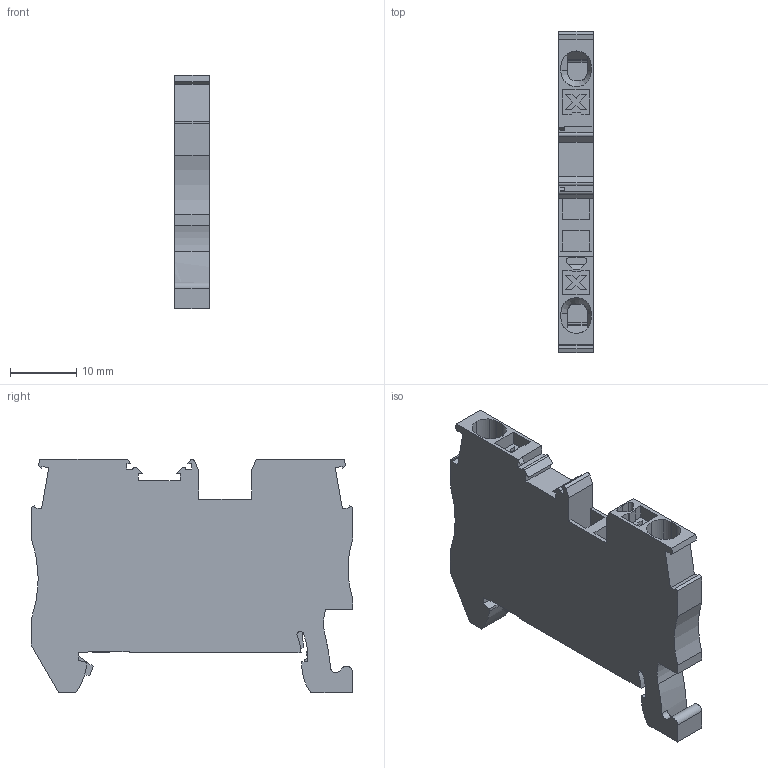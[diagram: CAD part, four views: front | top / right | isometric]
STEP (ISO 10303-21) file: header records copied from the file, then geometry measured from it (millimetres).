
FILE_DESCRIPTION(('Creo Elements/Direct Modeling STEP Export'),'2;1');
FILE_NAME('model.stp','2024-03-13T13:16:25',(''),(''),'Creo Elements/Direct Modeling STEP processor for AP214 (Solid Model)','Creo Elements/Direct Modeling 20.1D 10-Oct-2020 (C) Parametric Technology GmbH','');
FILE_SCHEMA(('AUTOMOTIVE_DESIGN { 1 0 10303 214 1 1 1 1 }'));
Length unit declared in the file: millimetre
Products named in the file (2): XT_2.5_PE-select
Assembly tree (1 placements, depth 2):
  XT_2.5_PE-select
    XT_2.5_PE-select
Bounding box: 5.15 x 48.6 x 35.25 mm (x, y, z)
Volume: 6026 mm3; surface area: 4759.5 mm2
Topology: 1 solids, 1 shells, 229 faces, 661 edges, 441 vertices
Faces by surface type: plane 180, cylinder 43, extrusion 4, cone 2
Entity records: 10188 total; most frequent: CARTESIAN_POINT 2286, ORIENTED_EDGE 1322, DIRECTION 1148, EDGE_CURVE 661, VECTOR 530, LINE 526, VERTEX_POINT 441, AXIS2_PLACEMENT_3D 309
